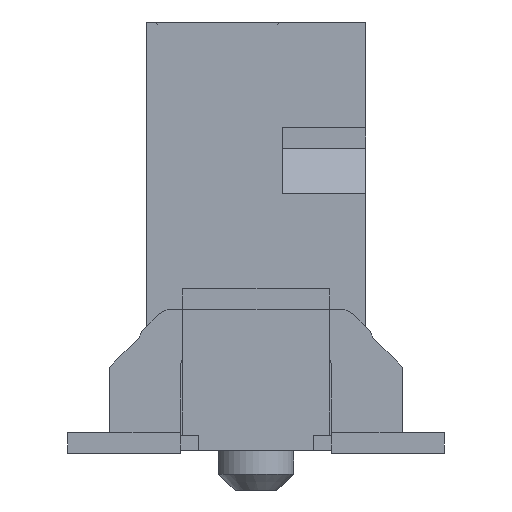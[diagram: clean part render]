
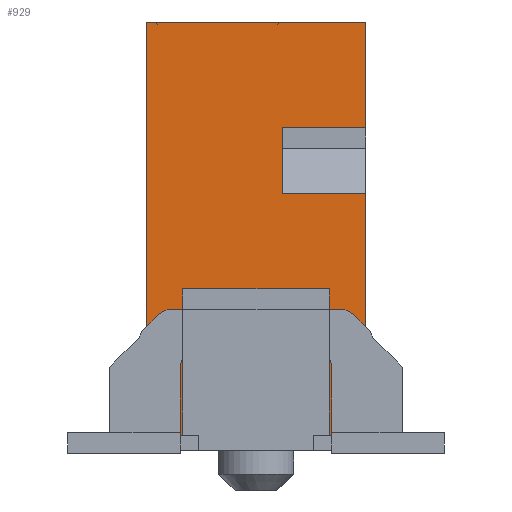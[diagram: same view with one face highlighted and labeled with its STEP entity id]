
A CAD part, left-side view. The second image highlights one B-rep face of the part: STEP entity #929.
In plain terms, the highlighted planar face has unit normal (-1, 0, 0).
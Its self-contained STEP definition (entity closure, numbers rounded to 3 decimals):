
#842=CARTESIAN_POINT('',(-17.24,2.31,8.697));
#843=DIRECTION('',(-1.0,0.0,0.0));
#844=DIRECTION('',(0.0,0.0,-1.0));
#845=AXIS2_PLACEMENT_3D('',#842,#843,#844);
#846=PLANE('',#845);
#847=CARTESIAN_POINT('',(-17.24,-2.1,0.35));
#848=VERTEX_POINT('',#847);
#849=CARTESIAN_POINT('',(-17.24,-1.4,0.35));
#850=VERTEX_POINT('',#849);
#851=CARTESIAN_POINT('',(-17.24,-2.1,0.35));
#852=DIRECTION('',(0.0,1.0,0.0));
#853=VECTOR('',#852,0.7);
#854=LINE('',#851,#853);
#855=EDGE_CURVE('',#848,#850,#854,.T.);
#856=ORIENTED_EDGE('',*,*,#855,.F.);
#857=CARTESIAN_POINT('',(-17.24,-2.1,4.964));
#858=VERTEX_POINT('',#857);
#859=CARTESIAN_POINT('',(-17.24,-2.1,0.35));
#860=DIRECTION('',(0.0,0.0,1.0));
#861=VECTOR('',#860,4.614);
#862=LINE('',#859,#861);
#863=EDGE_CURVE('',#848,#858,#862,.T.);
#864=ORIENTED_EDGE('',*,*,#863,.T.);
#865=CARTESIAN_POINT('',(-17.24,-0.5,4.964));
#866=VERTEX_POINT('',#865);
#867=CARTESIAN_POINT('',(-17.24,-0.5,4.964));
#868=DIRECTION('',(0.0,-1.0,0.0));
#869=VECTOR('',#868,1.6);
#870=LINE('',#867,#869);
#871=EDGE_CURVE('',#866,#858,#870,.T.);
#872=ORIENTED_EDGE('',*,*,#871,.F.);
#873=CARTESIAN_POINT('',(-17.24,-0.5,6.23));
#874=VERTEX_POINT('',#873);
#875=CARTESIAN_POINT('',(-17.24,-0.5,6.23));
#876=DIRECTION('',(0.0,0.0,-1.0));
#877=VECTOR('',#876,1.266);
#878=LINE('',#875,#877);
#879=EDGE_CURVE('',#874,#866,#878,.T.);
#880=ORIENTED_EDGE('',*,*,#879,.F.);
#881=CARTESIAN_POINT('',(-17.24,-2.1,6.23));
#882=VERTEX_POINT('',#881);
#883=CARTESIAN_POINT('',(-17.24,-2.1,6.23));
#884=DIRECTION('',(0.0,1.0,0.0));
#885=VECTOR('',#884,1.6);
#886=LINE('',#883,#885);
#887=EDGE_CURVE('',#882,#874,#886,.T.);
#888=ORIENTED_EDGE('',*,*,#887,.F.);
#889=CARTESIAN_POINT('',(-17.24,-2.1,8.25));
#890=VERTEX_POINT('',#889);
#891=CARTESIAN_POINT('',(-17.24,-2.1,6.23));
#892=DIRECTION('',(0.0,0.0,1.0));
#893=VECTOR('',#892,2.02);
#894=LINE('',#891,#893);
#895=EDGE_CURVE('',#882,#890,#894,.T.);
#896=ORIENTED_EDGE('',*,*,#895,.T.);
#897=CARTESIAN_POINT('',(-17.24,2.1,8.25));
#898=VERTEX_POINT('',#897);
#899=CARTESIAN_POINT('',(-17.24,-2.1,8.25));
#900=DIRECTION('',(0.0,1.0,0.0));
#901=VECTOR('',#900,4.2);
#902=LINE('',#899,#901);
#903=EDGE_CURVE('',#890,#898,#902,.T.);
#904=ORIENTED_EDGE('',*,*,#903,.T.);
#905=CARTESIAN_POINT('',(-17.24,2.1,0.35));
#906=VERTEX_POINT('',#905);
#907=CARTESIAN_POINT('',(-17.24,2.1,8.25));
#908=DIRECTION('',(0.0,0.0,-1.0));
#909=VECTOR('',#908,7.9);
#910=LINE('',#907,#909);
#911=EDGE_CURVE('',#898,#906,#910,.T.);
#912=ORIENTED_EDGE('',*,*,#911,.T.);
#913=CARTESIAN_POINT('',(-17.24,1.4,0.35));
#914=VERTEX_POINT('',#913);
#915=CARTESIAN_POINT('',(-17.24,1.4,0.35));
#916=DIRECTION('',(0.0,1.0,0.0));
#917=VECTOR('',#916,0.7);
#918=LINE('',#915,#917);
#919=EDGE_CURVE('',#914,#906,#918,.T.);
#920=ORIENTED_EDGE('',*,*,#919,.F.);
#921=CARTESIAN_POINT('',(-17.24,-1.4,0.35));
#922=DIRECTION('',(0.0,1.0,0.0));
#923=VECTOR('',#922,2.8);
#924=LINE('',#921,#923);
#925=EDGE_CURVE('',#850,#914,#924,.T.);
#926=ORIENTED_EDGE('',*,*,#925,.F.);
#927=EDGE_LOOP('',(#856,#864,#872,#880,#888,#896,#904,#912,#920,#926));
#928=FACE_OUTER_BOUND('',#927,.T.);
#929=ADVANCED_FACE('',(#928),#846,.T.);
